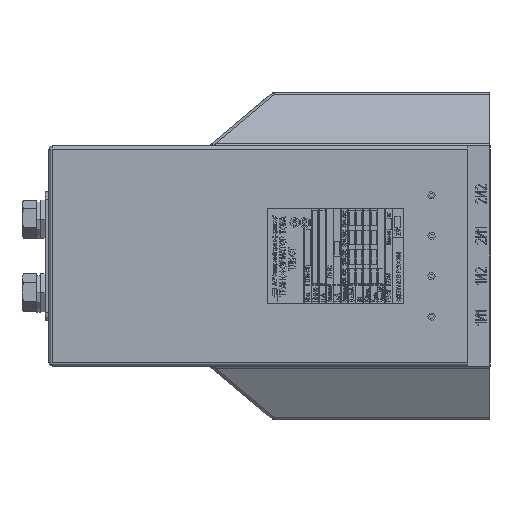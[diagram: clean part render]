
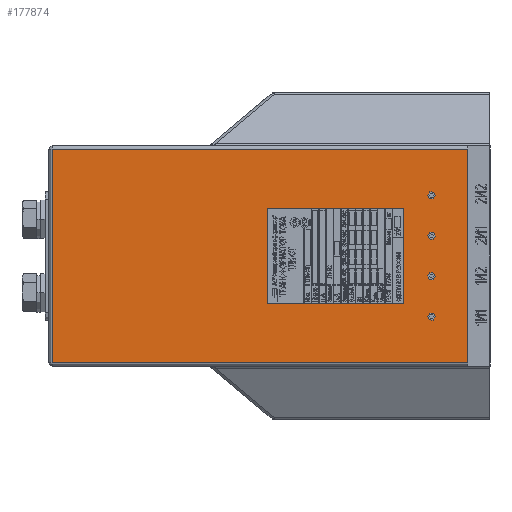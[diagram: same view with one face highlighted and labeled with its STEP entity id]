
A CAD part, left-side view. The second image highlights one B-rep face of the part: STEP entity #177874.
In plain terms, the highlighted planar face has unit normal (-1, 0, 0).
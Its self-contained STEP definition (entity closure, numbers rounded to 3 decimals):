
#1767 = CARTESIAN_POINT ( 'NONE',  ( -135., 240., -58. ) ) ;
#2584 = EDGE_CURVE ( 'NONE', #76068, #86077, #76513, .T. ) ;
#11134 = CARTESIAN_POINT ( 'NONE',  ( -135., 12., -58. ) ) ;
#23064 = CARTESIAN_POINT ( 'NONE',  ( -135., 12., 58. ) ) ;
#28889 = VECTOR ( 'NONE', #165022, 1000. ) ;
#34075 = LINE ( 'NONE', #51022, #111796 ) ;
#34816 = EDGE_CURVE ( 'NONE', #134927, #86077, #145223, .T. ) ;
#39693 = DIRECTION ( 'NONE',  ( 0., 0., -1. ) ) ;
#41617 = CARTESIAN_POINT ( 'NONE',  ( -135., 238., 58. ) ) ;
#51022 = CARTESIAN_POINT ( 'NONE',  ( -135., 240., 58. ) ) ;
#62751 = VECTOR ( 'NONE', #39693, 1000. ) ;
#69597 = EDGE_LOOP ( 'NONE', ( #167746, #133701, #156553, #188367 ) ) ;
#76068 = VERTEX_POINT ( 'NONE', #23064 ) ;
#76513 = LINE ( 'NONE', #127030, #62751 ) ;
#85662 = DIRECTION ( 'NONE',  ( 1., 0., 0. ) ) ;
#86077 = VERTEX_POINT ( 'NONE', #11134 ) ;
#97787 = LINE ( 'NONE', #172087, #170474 ) ;
#99901 = FACE_OUTER_BOUND ( 'NONE', #69597, .T. ) ;
#102149 = CARTESIAN_POINT ( 'NONE',  ( -135., 240., -60. ) ) ;
#111796 = VECTOR ( 'NONE', #152872, 1000. ) ;
#116810 = PLANE ( 'NONE',  #164580 ) ;
#125571 = EDGE_CURVE ( 'NONE', #130753, #134927, #97787, .T. ) ;
#127030 = CARTESIAN_POINT ( 'NONE',  ( -135., 12., 58. ) ) ;
#130753 = VERTEX_POINT ( 'NONE', #41617 ) ;
#131386 = DIRECTION ( 'NONE',  ( 0., 0., -1. ) ) ;
#133701 = ORIENTED_EDGE ( 'NONE', *, *, #34816, .T. ) ;
#134927 = VERTEX_POINT ( 'NONE', #186116 ) ;
#145223 = LINE ( 'NONE', #1767, #28889 ) ;
#150278 = EDGE_CURVE ( 'NONE', #76068, #130753, #34075, .T. ) ;
#152872 = DIRECTION ( 'NONE',  ( 0., 1., 0. ) ) ;
#156553 = ORIENTED_EDGE ( 'NONE', *, *, #2584, .F. ) ;
#164580 = AXIS2_PLACEMENT_3D ( 'NONE', #102149, #85662, #131386 ) ;
#165022 = DIRECTION ( 'NONE',  ( 0., -1., 0. ) ) ;
#167746 = ORIENTED_EDGE ( 'NONE', *, *, #125571, .T. ) ;
#170474 = VECTOR ( 'NONE', #186728, 1000. ) ;
#172087 = CARTESIAN_POINT ( 'NONE',  ( -135., 238., -60. ) ) ;
#177874 = ADVANCED_FACE ( 'NONE', ( #99901 ), #116810, .F. ) ;
#186116 = CARTESIAN_POINT ( 'NONE',  ( -135., 238., -58. ) ) ;
#186728 = DIRECTION ( 'NONE',  ( 0., 0., -1. ) ) ;
#188367 = ORIENTED_EDGE ( 'NONE', *, *, #150278, .T. ) ;
